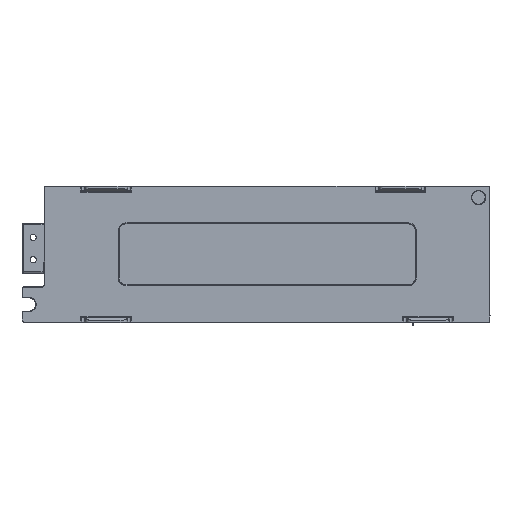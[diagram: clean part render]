
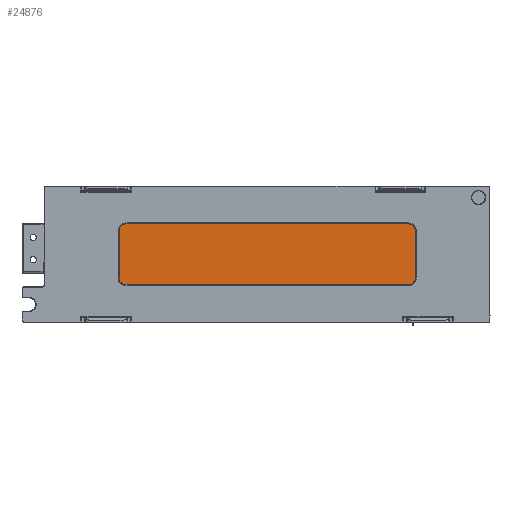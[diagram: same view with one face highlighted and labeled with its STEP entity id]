
A CAD part, front view. The second image highlights one B-rep face of the part: STEP entity #24876.
In plain terms, the highlighted planar face has unit normal (0, -1, 0).
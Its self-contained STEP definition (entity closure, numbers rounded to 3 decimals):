
#3937=(
BOUNDED_CURVE()
B_SPLINE_CURVE(2,(#177058,#177059,#177060),.UNSPECIFIED.,.F.,.F.)
B_SPLINE_CURVE_WITH_KNOTS((3,3),(0.,4.398),.UNSPECIFIED.)
CURVE()
GEOMETRIC_REPRESENTATION_ITEM()
RATIONAL_B_SPLINE_CURVE((1.,0.707,1.))
REPRESENTATION_ITEM('')
);
#3938=(
BOUNDED_CURVE()
B_SPLINE_CURVE(2,(#177063,#177064,#177065),.UNSPECIFIED.,.F.,.F.)
B_SPLINE_CURVE_WITH_KNOTS((3,3),(0.,4.398),.UNSPECIFIED.)
CURVE()
GEOMETRIC_REPRESENTATION_ITEM()
RATIONAL_B_SPLINE_CURVE((1.,0.707,1.))
REPRESENTATION_ITEM('')
);
#3939=(
BOUNDED_CURVE()
B_SPLINE_CURVE(2,(#177068,#177069,#177070),.UNSPECIFIED.,.F.,.F.)
B_SPLINE_CURVE_WITH_KNOTS((3,3),(0.,4.398),.UNSPECIFIED.)
CURVE()
GEOMETRIC_REPRESENTATION_ITEM()
RATIONAL_B_SPLINE_CURVE((1.,0.707,1.))
REPRESENTATION_ITEM('')
);
#3940=(
BOUNDED_CURVE()
B_SPLINE_CURVE(2,(#177073,#177074,#177075),.UNSPECIFIED.,.F.,.F.)
B_SPLINE_CURVE_WITH_KNOTS((3,3),(0.,4.398),.UNSPECIFIED.)
CURVE()
GEOMETRIC_REPRESENTATION_ITEM()
RATIONAL_B_SPLINE_CURVE((1.,0.707,1.))
REPRESENTATION_ITEM('')
);
#24876=ADVANCED_FACE('',(#30303),#141382,.T.);
#30303=FACE_OUTER_BOUND('',#35837,.T.);
#35837=EDGE_LOOP('',(#45635,#45636,#45637,#45638,#45639,#45640,#45641,#45642));
#45635=ORIENTED_EDGE('',*,*,#71785,.T.);
#45636=ORIENTED_EDGE('',*,*,#71786,.T.);
#45637=ORIENTED_EDGE('',*,*,#71787,.T.);
#45638=ORIENTED_EDGE('',*,*,#71788,.T.);
#45639=ORIENTED_EDGE('',*,*,#71789,.T.);
#45640=ORIENTED_EDGE('',*,*,#71790,.T.);
#45641=ORIENTED_EDGE('',*,*,#71791,.T.);
#45642=ORIENTED_EDGE('',*,*,#71792,.T.);
#71785=EDGE_CURVE('',#119380,#119379,#3937,.T.);
#71786=EDGE_CURVE('',#119379,#119378,#96872,.T.);
#71787=EDGE_CURVE('',#119378,#119377,#3938,.T.);
#71788=EDGE_CURVE('',#119377,#119376,#96873,.T.);
#71789=EDGE_CURVE('',#119376,#119375,#3939,.T.);
#71790=EDGE_CURVE('',#119375,#119373,#96874,.T.);
#71791=EDGE_CURVE('',#119373,#119374,#3940,.T.);
#71792=EDGE_CURVE('',#119374,#119380,#96875,.T.);
#96872=B_SPLINE_CURVE_WITH_KNOTS('',1,(#177061,#177062),.UNSPECIFIED.,.F.,
 .F.,(2,2),(-19.,0.),.UNSPECIFIED.);
#96873=B_SPLINE_CURVE_WITH_KNOTS('',1,(#177066,#177067),.UNSPECIFIED.,.F.,
 .F.,(2,2),(-114.,0.),.UNSPECIFIED.);
#96874=B_SPLINE_CURVE_WITH_KNOTS('',1,(#177071,#177072),.UNSPECIFIED.,.F.,
 .F.,(2,2),(-19.,0.),.UNSPECIFIED.);
#96875=B_SPLINE_CURVE_WITH_KNOTS('',1,(#177076,#177077),.UNSPECIFIED.,.F.,
 .F.,(2,2),(0.,114.),.UNSPECIFIED.);
#119373=VERTEX_POINT('',#177050);
#119374=VERTEX_POINT('',#177051);
#119375=VERTEX_POINT('',#177052);
#119376=VERTEX_POINT('',#177053);
#119377=VERTEX_POINT('',#177054);
#119378=VERTEX_POINT('',#177055);
#119379=VERTEX_POINT('',#177056);
#119380=VERTEX_POINT('',#177057);
#141382=PLANE('',#144666);
#144666=AXIS2_PLACEMENT_3D('',#177049,#147933,$);
#147933=DIRECTION('',(0.,-1.,0.));
#177049=CARTESIAN_POINT('',(-65.82,-89.698,5.68));
#177050=CARTESIAN_POINT('',(-53.8,-89.698,11.));
#177051=CARTESIAN_POINT('',(-51.,-89.698,8.2));
#177052=CARTESIAN_POINT('',(-53.8,-89.698,30.));
#177053=CARTESIAN_POINT('',(-51.,-89.698,32.8));
#177054=CARTESIAN_POINT('',(63.,-89.698,32.8));
#177055=CARTESIAN_POINT('',(65.8,-89.698,30.));
#177056=CARTESIAN_POINT('',(65.8,-89.698,11.));
#177057=CARTESIAN_POINT('',(63.,-89.698,8.2));
#177058=CARTESIAN_POINT('',(63.,-89.698,8.2));
#177059=CARTESIAN_POINT('',(65.8,-89.698,8.2));
#177060=CARTESIAN_POINT('',(65.8,-89.698,11.));
#177061=CARTESIAN_POINT('',(65.8,-89.698,11.));
#177062=CARTESIAN_POINT('',(65.8,-89.698,30.));
#177063=CARTESIAN_POINT('',(65.8,-89.698,30.));
#177064=CARTESIAN_POINT('',(65.8,-89.698,32.8));
#177065=CARTESIAN_POINT('',(63.,-89.698,32.8));
#177066=CARTESIAN_POINT('',(63.,-89.698,32.8));
#177067=CARTESIAN_POINT('',(-51.,-89.698,32.8));
#177068=CARTESIAN_POINT('',(-51.,-89.698,32.8));
#177069=CARTESIAN_POINT('',(-53.8,-89.698,32.8));
#177070=CARTESIAN_POINT('',(-53.8,-89.698,30.));
#177071=CARTESIAN_POINT('',(-53.8,-89.698,30.));
#177072=CARTESIAN_POINT('',(-53.8,-89.698,11.));
#177073=CARTESIAN_POINT('',(-53.8,-89.698,11.));
#177074=CARTESIAN_POINT('',(-53.8,-89.698,8.2));
#177075=CARTESIAN_POINT('',(-51.,-89.698,8.2));
#177076=CARTESIAN_POINT('',(-51.,-89.698,8.2));
#177077=CARTESIAN_POINT('',(63.,-89.698,8.2));
